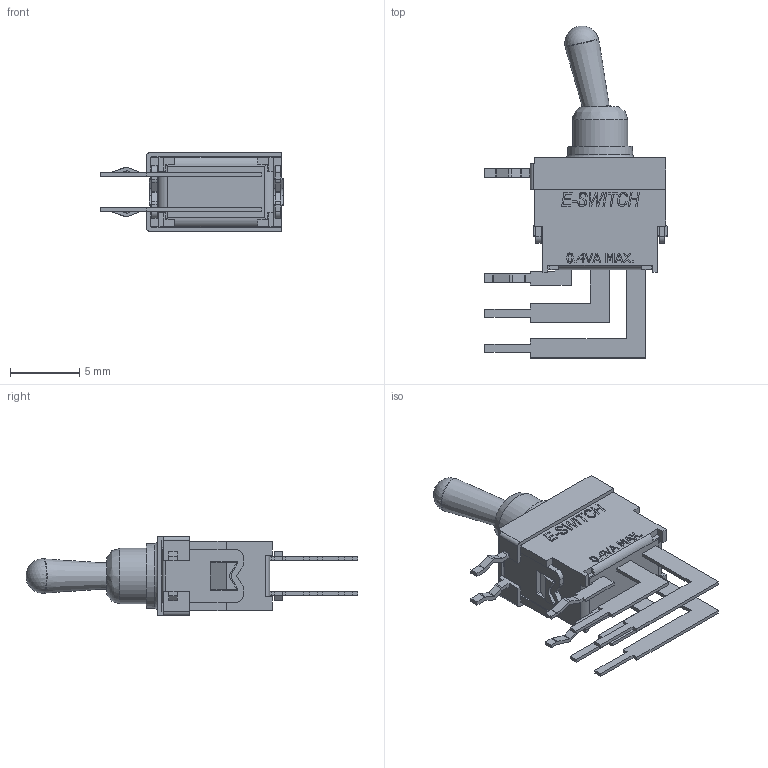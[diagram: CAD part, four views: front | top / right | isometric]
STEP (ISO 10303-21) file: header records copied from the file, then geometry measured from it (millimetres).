
FILE_DESCRIPTION(/* description */ (''),/* implementation_level */ '2;1');
FILE_NAME(/* name */ '200RDPxT1B1M7x.stp',/* time_stamp */ '2025-05-01T11:03:12-05:00',/* author */ ('mroman'),/* organization */ (''),/* preprocessor_version */ 'ST-DEVELOPER v18.1',/* originating_system */ 'Autodesk Inventor 2022',/* authorisation */ '');
FILE_SCHEMA (('AUTOMOTIVE_DESIGN { 1 0 10303 214 3 1 1 }'));
Length unit declared in the file: inch
Products named in the file (1): 200RDPxT1B1M7x
Bounding box: 13.2 x 24.05 x 5.7 mm (x, y, z)
Volume: 418.8 mm3; surface area: 982.2 mm2
Topology: 2 solids, 2 shells, 545 faces, 1516 edges, 995 vertices
Faces by surface type: plane 409, cylinder 80, bspline 45, torus 5, cone 3, sphere 3
Full cylindrical faces by diameter (mm): 2.65 x1, 3.2 x1, 4 x1, 4.149 x1
Entity records: 17525 total; most frequent: CARTESIAN_POINT 3611, ORIENTED_EDGE 3028, DIRECTION 2633, EDGE_CURVE 1514, LINE 1213, VECTOR 1213, VERTEX_POINT 997, AXIS2_PLACEMENT_3D 710
